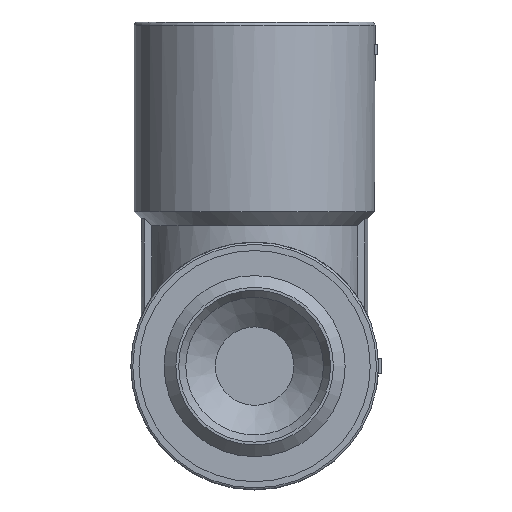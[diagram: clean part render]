
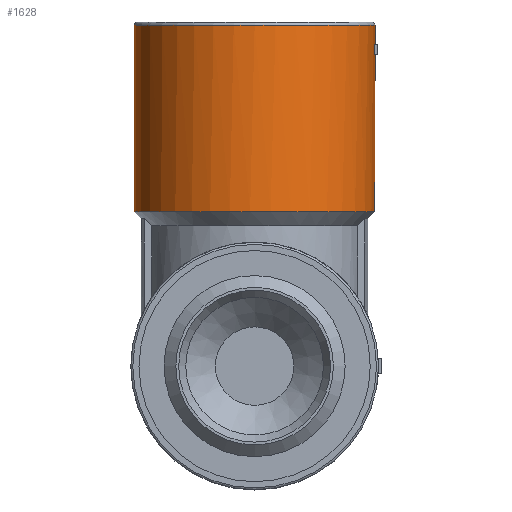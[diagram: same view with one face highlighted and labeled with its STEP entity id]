
A CAD part, front view. The second image highlights one B-rep face of the part: STEP entity #1628.
In plain terms, the highlighted cylindrical face has radius 8.75 mm (diameter 17.5 mm), a full revolution.
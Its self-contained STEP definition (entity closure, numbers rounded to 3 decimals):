
#141=LINE('',#2897,#223);
#142=LINE('',#2907,#224);
#143=LINE('',#2911,#225);
#144=LINE('',#2915,#226);
#223=VECTOR('',#2230,1000.);
#224=VECTOR('',#2239,1000.);
#225=VECTOR('',#2242,1000.);
#226=VECTOR('',#2245,1000.);
#271=ELLIPSE('',#1834,10.436,8.75);
#272=ELLIPSE('',#1836,10.436,8.75);
#615=ORIENTED_EDGE('',*,*,#800,.F.);
#616=ORIENTED_EDGE('',*,*,#932,.T.);
#617=ORIENTED_EDGE('',*,*,#933,.T.);
#618=ORIENTED_EDGE('',*,*,#934,.T.);
#619=ORIENTED_EDGE('',*,*,#935,.T.);
#620=ORIENTED_EDGE('',*,*,#936,.T.);
#621=ORIENTED_EDGE('',*,*,#937,.T.);
#622=ORIENTED_EDGE('',*,*,#938,.T.);
#623=ORIENTED_EDGE('',*,*,#939,.T.);
#624=ORIENTED_EDGE('',*,*,#940,.T.);
#625=ORIENTED_EDGE('',*,*,#941,.T.);
#626=ORIENTED_EDGE('',*,*,#942,.T.);
#627=ORIENTED_EDGE('',*,*,#931,.T.);
#800=EDGE_CURVE('',#1021,#1021,#1162,.T.);
#931=EDGE_CURVE('',#1110,#1110,#1227,.T.);
#932=EDGE_CURVE('',#1111,#1112,#1228,.T.);
#933=EDGE_CURVE('',#1112,#1113,#141,.T.);
#934=EDGE_CURVE('',#1113,#1114,#1229,.T.);
#935=EDGE_CURVE('',#1114,#1115,#271,.T.);
#936=EDGE_CURVE('',#1115,#1116,#1230,.T.);
#937=EDGE_CURVE('',#1116,#1117,#272,.T.);
#938=EDGE_CURVE('',#1117,#1118,#142,.T.);
#939=EDGE_CURVE('',#1118,#1119,#1231,.T.);
#940=EDGE_CURVE('',#1119,#1120,#143,.T.);
#941=EDGE_CURVE('',#1120,#1121,#1232,.T.);
#942=EDGE_CURVE('',#1121,#1111,#144,.F.);
#1021=VERTEX_POINT('',#2498);
#1110=VERTEX_POINT('',#2892);
#1111=VERTEX_POINT('',#2895);
#1112=VERTEX_POINT('',#2896);
#1113=VERTEX_POINT('',#2898);
#1114=VERTEX_POINT('',#2900);
#1115=VERTEX_POINT('',#2902);
#1116=VERTEX_POINT('',#2904);
#1117=VERTEX_POINT('',#2906);
#1118=VERTEX_POINT('',#2908);
#1119=VERTEX_POINT('',#2910);
#1120=VERTEX_POINT('',#2912);
#1121=VERTEX_POINT('',#2914);
#1162=CIRCLE('',#1699,8.75);
#1227=CIRCLE('',#1830,8.75);
#1228=CIRCLE('',#1832,8.75);
#1229=CIRCLE('',#1833,8.75);
#1230=CIRCLE('',#1835,8.75);
#1231=CIRCLE('',#1837,8.75);
#1232=CIRCLE('',#1838,8.75);
#1340=EDGE_LOOP('',(#615));
#1341=EDGE_LOOP('',(#616,#617,#618,#619,#620,#621,#622,#623,#624,#625,#626));
#1342=EDGE_LOOP('',(#627));
#1486=FACE_BOUND('',#1340,.T.);
#1487=FACE_BOUND('',#1341,.T.);
#1488=FACE_BOUND('',#1342,.T.);
#1550=CYLINDRICAL_SURFACE('',#1831,8.75);
#1628=ADVANCED_FACE('',(#1486,#1487,#1488),#1550,.T.);
#1699=AXIS2_PLACEMENT_3D('',#2497,#1932,#1933);
#1830=AXIS2_PLACEMENT_3D('',#2891,#2224,#2225);
#1831=AXIS2_PLACEMENT_3D('',#2893,#2226,#2227);
#1832=AXIS2_PLACEMENT_3D('',#2894,#2228,#2229);
#1833=AXIS2_PLACEMENT_3D('',#2899,#2231,#2232);
#1834=AXIS2_PLACEMENT_3D('',#2901,#2233,#2234);
#1835=AXIS2_PLACEMENT_3D('',#2903,#2235,#2236);
#1836=AXIS2_PLACEMENT_3D('',#2905,#2237,#2238);
#1837=AXIS2_PLACEMENT_3D('',#2909,#2240,#2241);
#1838=AXIS2_PLACEMENT_3D('',#2913,#2243,#2244);
#1932=DIRECTION('',(0.,0.,-1.));
#1933=DIRECTION('',(-1.,0.,0.));
#2224=DIRECTION('',(0.,0.,-1.));
#2225=DIRECTION('',(-1.,0.,0.));
#2226=DIRECTION('',(0.,0.,-1.));
#2227=DIRECTION('',(-1.,0.,0.));
#2228=DIRECTION('',(0.,0.,1.));
#2229=DIRECTION('',(1.,0.,0.));
#2230=DIRECTION('',(0.,0.,-1.));
#2231=DIRECTION('',(0.,0.,1.));
#2232=DIRECTION('',(1.,0.,0.));
#2233=DIRECTION('',(0.,-0.545,-0.838));
#2234=DIRECTION('',(0.,0.838,-0.545));
#2235=DIRECTION('',(0.,0.,1.));
#2236=DIRECTION('',(1.,0.,0.));
#2237=DIRECTION('',(0.,0.545,0.838));
#2238=DIRECTION('',(0.,0.838,-0.545));
#2239=DIRECTION('',(0.,0.,-1.));
#2240=DIRECTION('',(0.,0.,-1.));
#2241=DIRECTION('',(-1.,0.,0.));
#2242=DIRECTION('',(0.,0.,-1.));
#2243=DIRECTION('',(0.,0.,-1.));
#2244=DIRECTION('',(-1.,0.,0.));
#2245=DIRECTION('',(0.,0.,-1.));
#2497=CARTESIAN_POINT('',(0.,13.5,11.2));
#2498=CARTESIAN_POINT('',(-8.75,13.5,11.2));
#2891=CARTESIAN_POINT('',(0.,13.5,24.75));
#2892=CARTESIAN_POINT('',(-8.75,13.5,24.75));
#2893=CARTESIAN_POINT('',(0.,13.5,0.));
#2894=CARTESIAN_POINT('',(0.,13.5,23.38));
#2895=CARTESIAN_POINT('',(8.709,12.65,23.38));
#2896=CARTESIAN_POINT('',(8.73,12.916,23.38));
#2897=CARTESIAN_POINT('',(8.73,12.916,0.));
#2898=CARTESIAN_POINT('',(8.73,12.916,23.133));
#2899=CARTESIAN_POINT('',(0.,13.5,23.133));
#2900=CARTESIAN_POINT('',(8.724,14.17,23.133));
#2901=CARTESIAN_POINT('',(0.,13.5,23.569));
#2902=CARTESIAN_POINT('',(8.745,13.79,23.38));
#2903=CARTESIAN_POINT('',(0.,13.5,23.38));
#2904=CARTESIAN_POINT('',(8.724,14.17,23.38));
#2905=CARTESIAN_POINT('',(0.,13.5,23.816));
#2906=CARTESIAN_POINT('',(8.687,14.55,23.133));
#2907=CARTESIAN_POINT('',(8.687,14.55,0.));
#2908=CARTESIAN_POINT('',(8.687,14.55,22.867));
#2909=CARTESIAN_POINT('',(0.,13.5,22.867));
#2910=CARTESIAN_POINT('',(8.73,12.916,22.867));
#2911=CARTESIAN_POINT('',(8.73,12.916,0.));
#2912=CARTESIAN_POINT('',(8.73,12.916,22.62));
#2913=CARTESIAN_POINT('',(0.,13.5,22.62));
#2914=CARTESIAN_POINT('',(8.709,12.65,22.62));
#2915=CARTESIAN_POINT('',(8.709,12.65,0.));
